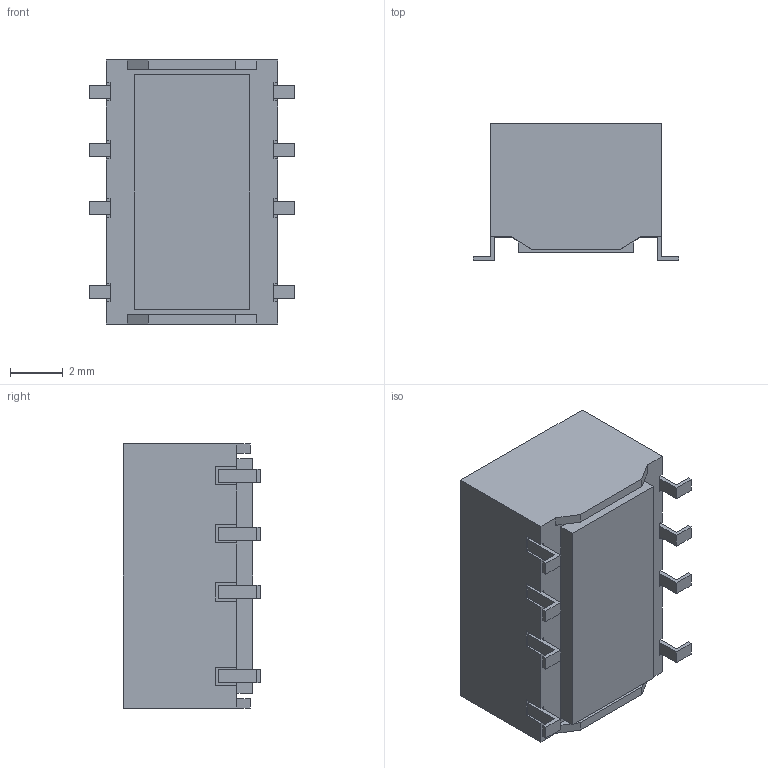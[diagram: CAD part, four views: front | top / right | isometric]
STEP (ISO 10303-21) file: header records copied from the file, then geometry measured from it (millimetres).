
FILE_DESCRIPTION (( 'STEP AP214' ), '1' );
FILE_NAME ('G6K-2F-Y DC5.STEP', '2021-02-05T22:46:15', ( '' ), ( '' ), 'SwSTEP 2.0', 'SolidWorks 2017', '' );
FILE_SCHEMA (( 'AUTOMOTIVE_DESIGN' ));
Length unit declared in the file: millimetre
Products named in the file (1): G6K-2F-Y DC5
Bounding box: 7.8 x 5.2 x 10 mm (x, y, z)
Volume: 304.3 mm3; surface area: 328.6 mm2
Topology: 10 solids, 10 shells, 135 faces, 339 edges, 225 vertices
Faces by surface type: plane 125, cylinder 8, bspline 2
Entity records: 4096 total; most frequent: CARTESIAN_POINT 728, ORIENTED_EDGE 674, DIRECTION 625, EDGE_CURVE 337, LINE 317, VECTOR 317, VERTEX_POINT 225, AXIS2_PLACEMENT_3D 154
